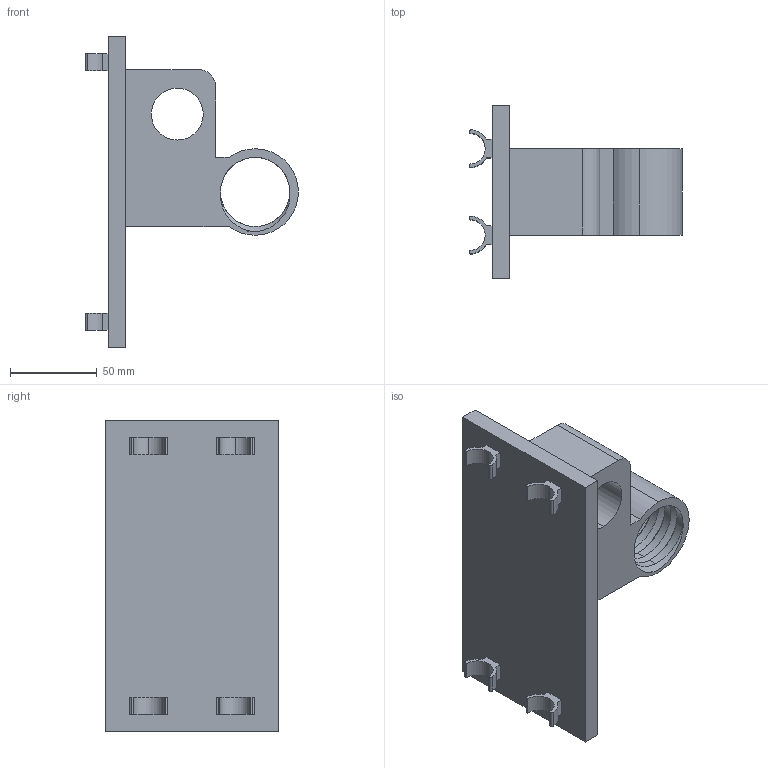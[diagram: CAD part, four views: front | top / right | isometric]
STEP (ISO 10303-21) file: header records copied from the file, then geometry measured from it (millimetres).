
FILE_DESCRIPTION (( 'STEP AP203' ), '1' );
FILE_NAME ('led rest plate g.STEP', '2020-08-31T06:04:52', ( '' ), ( '' ), 'SwSTEP 2.0', 'SolidWorks 2020', '' );
FILE_SCHEMA (( 'CONFIG_CONTROL_DESIGN' ));
Length unit declared in the file: millimetre
Products named in the file (1): led rest plate g
Bounding box: 123 x 100 x 180 mm (x, y, z)
Volume: 416098.6 mm3; surface area: 76133 mm2
Topology: 1 solids, 1 shells, 79 faces, 214 edges, 142 vertices
Faces by surface type: cylinder 40, plane 37, bspline 2
Entity records: 3815 total; most frequent: CARTESIAN_POINT 1757, ORIENTED_EDGE 428, DIRECTION 404, EDGE_CURVE 214, VERTEX_POINT 142, AXIS2_PLACEMENT_3D 139, LINE 126, VECTOR 126
